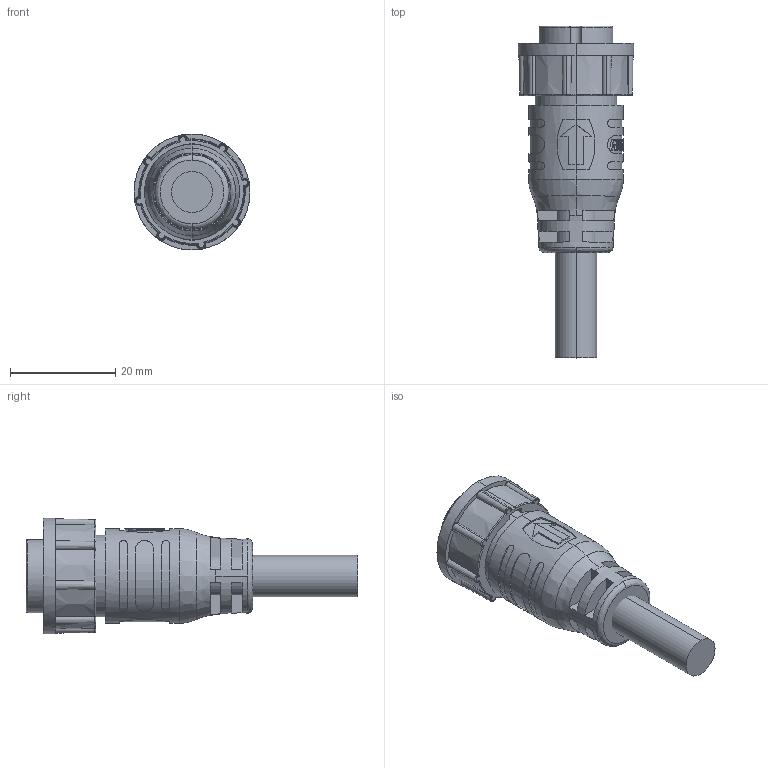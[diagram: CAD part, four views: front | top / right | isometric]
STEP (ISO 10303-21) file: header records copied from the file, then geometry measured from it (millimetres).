
FILE_DESCRIPTION (( 'STEP AP203' ), '1' );
FILE_NAME ('P305.STEP', '2020-04-01T02:53:35', ( 'edpusr' ), ( 'Microsoft' ), 'SwSTEP 2.0', 'SolidWorks 2015', '' );
FILE_SCHEMA (( 'CONFIG_CONTROL_DESIGN' ));
Length unit declared in the file: millimetre
Products named in the file (1): P305
Bounding box: 22 x 63 x 22 mm (x, y, z)
Surface area: 6276.1 mm2 (no closed solid volume)
Topology: 0 solids, 3 shells, 422 faces, 1079 edges, 698 vertices
Faces by surface type: plane 194, cylinder 99, bspline 85, cone 44
Entity records: 16612 total; most frequent: CARTESIAN_POINT 6941, ORIENTED_EDGE 2152, DIRECTION 1816, EDGE_CURVE 1079, AXIS2_PLACEMENT_3D 715, VERTEX_POINT 698, EDGE_LOOP 461, FACE_OUTER_BOUND 422
